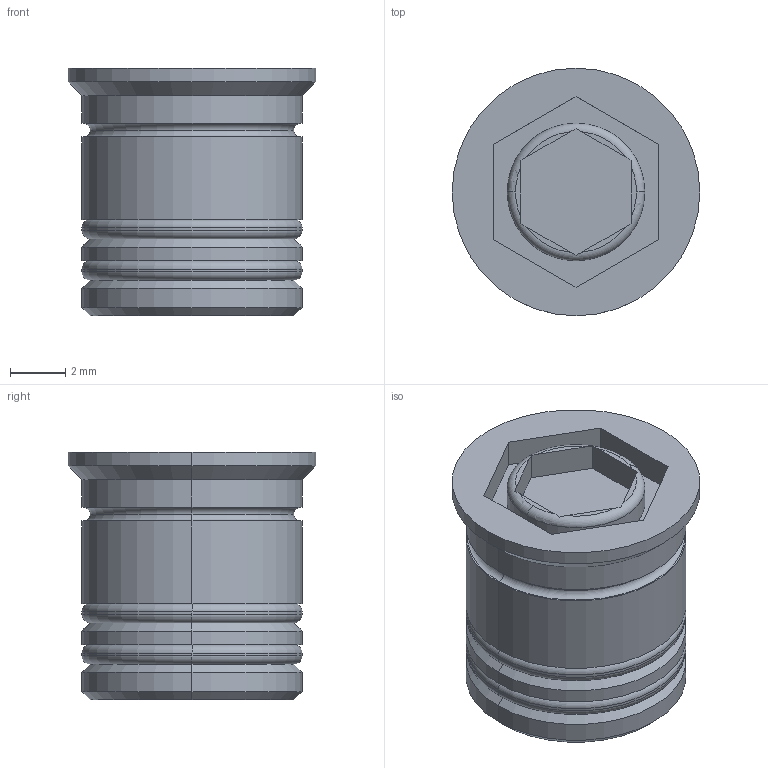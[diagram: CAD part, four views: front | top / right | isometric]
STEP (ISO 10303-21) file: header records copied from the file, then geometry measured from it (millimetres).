
FILE_DESCRIPTION (( 'STEP AP203' ), '1' );
FILE_NAME ('f20c.STEP', '2024-03-18T16:36:07', ( '' ), ( '' ), 'SwSTEP 2.0', 'SolidWorks 2019', '' );
FILE_SCHEMA (( 'CONFIG_CONTROL_DESIGN' ));
Length unit declared in the file: millimetre
Products named in the file (1): f20c
Bounding box: 9 x 9 x 9 mm (x, y, z)
Volume: 488.6 mm3; surface area: 640.8 mm2
Topology: 3 solids, 3 shells, 72 faces, 154 edges, 94 vertices
Faces by surface type: plane 30, cylinder 20, torus 14, cone 8
Entity records: 2033 total; most frequent: DIRECTION 366, CARTESIAN_POINT 357, ORIENTED_EDGE 308, EDGE_CURVE 154, AXIS2_PLACEMENT_3D 151, VERTEX_POINT 94, EDGE_LOOP 78, CIRCLE 78
